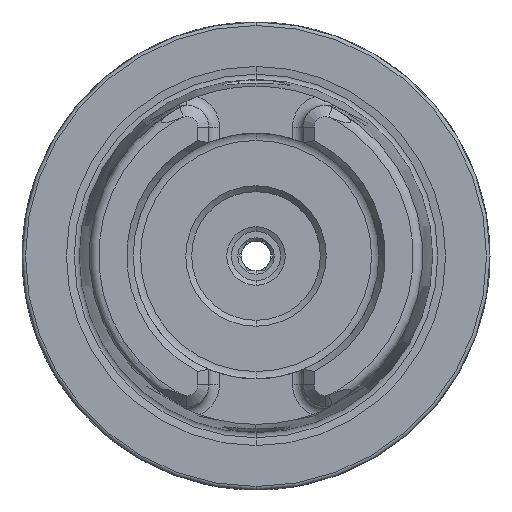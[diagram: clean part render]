
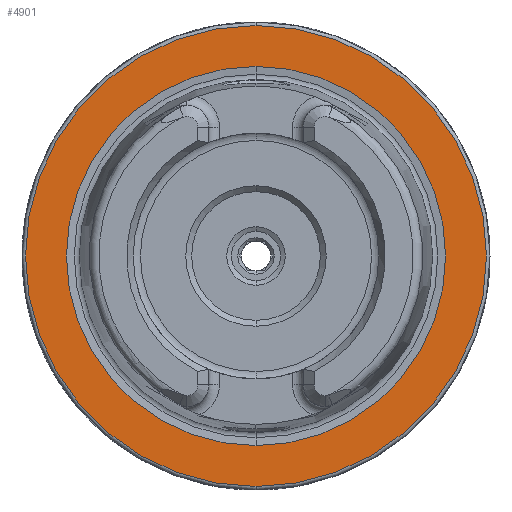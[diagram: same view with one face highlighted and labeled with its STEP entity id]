
A CAD part, left-side view. The second image highlights one B-rep face of the part: STEP entity #4901.
In plain terms, the highlighted planar face has unit normal (-1, 0, 0).
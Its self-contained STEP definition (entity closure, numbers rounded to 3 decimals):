
#126 = CIRCLE ( 'NONE', #2024, 16.207 ) ;
#228 = VERTEX_POINT ( 'NONE', #1046 ) ;
#295 = AXIS2_PLACEMENT_3D ( 'NONE', #705, #740, #2827 ) ;
#511 = AXIS2_PLACEMENT_3D ( 'NONE', #2039, #2258, #2296 ) ;
#605 = DIRECTION ( 'NONE',  ( 0., 0., 1. ) ) ;
#653 = VERTEX_POINT ( 'NONE', #6674 ) ;
#705 = CARTESIAN_POINT ( 'NONE',  ( 0., 0., 0. ) ) ;
#740 = DIRECTION ( 'NONE',  ( -1., 0., 0. ) ) ;
#1046 = CARTESIAN_POINT ( 'NONE',  ( 0., 0., 16.207 ) ) ;
#1140 = EDGE_CURVE ( 'NONE', #7438, #2310, #6366, .T. ) ;
#1183 = EDGE_CURVE ( 'NONE', #228, #653, #2794, .T. ) ;
#1196 = CARTESIAN_POINT ( 'NONE',  ( 0., 19.7, 0. ) ) ;
#1253 = DIRECTION ( 'NONE',  ( 0., 0., -1. ) ) ;
#1257 = ORIENTED_EDGE ( 'NONE', *, *, #1183, .F. ) ;
#1310 = PLANE ( 'NONE',  #6923 ) ;
#1337 = DIRECTION ( 'NONE',  ( 1., 0., 0. ) ) ;
#1768 = ORIENTED_EDGE ( 'NONE', *, *, #5083, .T. ) ;
#1961 = ORIENTED_EDGE ( 'NONE', *, *, #5594, .F. ) ;
#2024 = AXIS2_PLACEMENT_3D ( 'NONE', #4467, #6361, #605 ) ;
#2039 = CARTESIAN_POINT ( 'NONE',  ( 0., 0., 0. ) ) ;
#2258 = DIRECTION ( 'NONE',  ( -1., 0., 0. ) ) ;
#2269 = CARTESIAN_POINT ( 'NONE',  ( 0., 0., 19.7 ) ) ;
#2296 = DIRECTION ( 'NONE',  ( 0., 0., 1. ) ) ;
#2310 = VERTEX_POINT ( 'NONE', #2269 ) ;
#2385 = FACE_BOUND ( 'NONE', #4623, .T. ) ;
#2386 = ORIENTED_EDGE ( 'NONE', *, *, #1140, .T. ) ;
#2794 = CIRCLE ( 'NONE', #295, 16.207 ) ;
#2827 = DIRECTION ( 'NONE',  ( 0., 0., 1. ) ) ;
#4075 = FACE_OUTER_BOUND ( 'NONE', #5763, .T. ) ;
#4467 = CARTESIAN_POINT ( 'NONE',  ( 0., 0., 0. ) ) ;
#4623 = EDGE_LOOP ( 'NONE', ( #1257, #1961 ) ) ;
#4901 = ADVANCED_FACE ( 'NONE', ( #2385, #4075 ), #1310, .F. ) ;
#5083 = EDGE_CURVE ( 'NONE', #2310, #7438, #8192, .T. ) ;
#5594 = EDGE_CURVE ( 'NONE', #653, #228, #126, .T. ) ;
#5763 = EDGE_LOOP ( 'NONE', ( #1768, #2386 ) ) ;
#5879 = AXIS2_PLACEMENT_3D ( 'NONE', #6142, #6169, #6197 ) ;
#6142 = CARTESIAN_POINT ( 'NONE',  ( 0., 0., 0. ) ) ;
#6169 = DIRECTION ( 'NONE',  ( -1., 0., 0. ) ) ;
#6197 = DIRECTION ( 'NONE',  ( 0., 0., 1. ) ) ;
#6361 = DIRECTION ( 'NONE',  ( -1., 0., 0. ) ) ;
#6366 = CIRCLE ( 'NONE', #511, 19.7 ) ;
#6674 = CARTESIAN_POINT ( 'NONE',  ( 0., 0., -16.207 ) ) ;
#6892 = CARTESIAN_POINT ( 'NONE',  ( 0., 0., -19.7 ) ) ;
#6923 = AXIS2_PLACEMENT_3D ( 'NONE', #1196, #1337, #1253 ) ;
#7438 = VERTEX_POINT ( 'NONE', #6892 ) ;
#8192 = CIRCLE ( 'NONE', #5879, 19.7 ) ;
